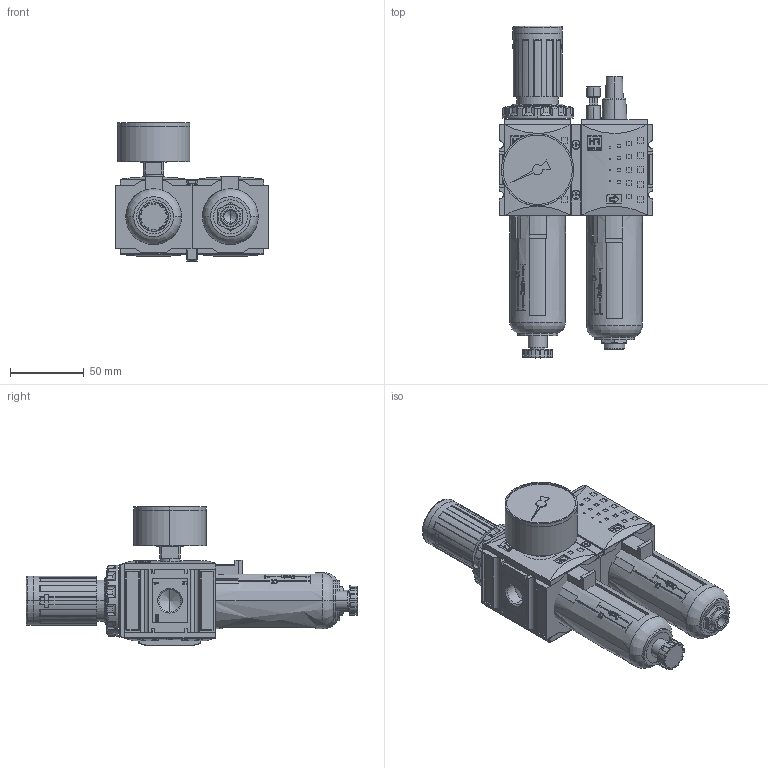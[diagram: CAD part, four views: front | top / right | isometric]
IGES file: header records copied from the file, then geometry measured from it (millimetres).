
Start section: SolidWorks IGES file using analytic representation for surfaces
Global section: file name: KS2U-138_8 G.IGS; native system: SolidWorks 2013; preprocessor: SolidWorks 2013; author: technolog; date: 140109.105403; units: millimetre
Bounding box: 104 x 225 x 94.1 mm (x, y, z)
Volume: 594777 mm3; surface area: 145998.2 mm2
Topology: 29 solids, 29 shells, 2996 faces, 16588 edges, 21337 vertices
Faces by surface type: plane 1518, revolution 1132, bspline 346
